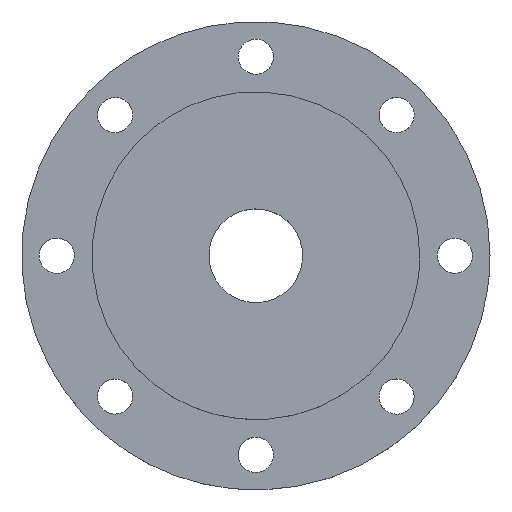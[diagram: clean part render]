
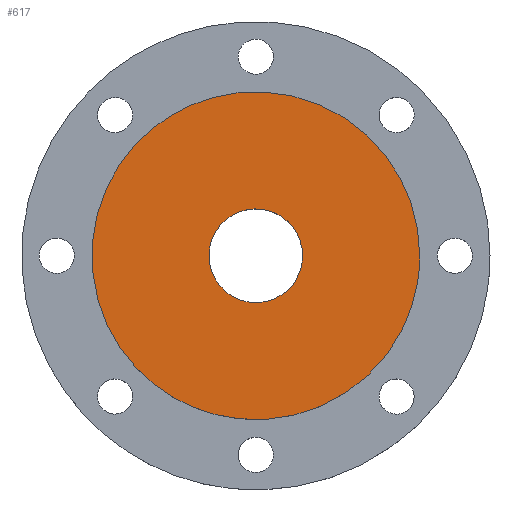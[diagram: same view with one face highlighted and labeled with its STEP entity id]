
A CAD part, top view. The second image highlights one B-rep face of the part: STEP entity #617.
In plain terms, the highlighted free-form (B-spline) face has degree [1, 1] with [2, 2] control points.
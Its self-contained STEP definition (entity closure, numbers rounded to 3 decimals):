
#495 = EDGE_CURVE('',#496,#496,#498,.T.);
#496 = VERTEX_POINT('',#497);
#497 = CARTESIAN_POINT('',(16.175,0.,18.602));
#498 = ( BOUNDED_CURVE() B_SPLINE_CURVE(2,(#499,#500,#501,#502,#503,#504
,#505),.UNSPECIFIED.,.T.,.F.) B_SPLINE_CURVE_WITH_KNOTS((1,2,2,2,2,1),(
    -2.094,0.,2.094,4.189,6.283,
8.378),.UNSPECIFIED.) CURVE() GEOMETRIC_REPRESENTATION_ITEM() 
RATIONAL_B_SPLINE_CURVE((1.,0.5,1.,0.5,1.,0.5,1.)) REPRESENTATION_ITEM(
  '') );
#499 = CARTESIAN_POINT('',(16.175,0.,18.602));
#500 = CARTESIAN_POINT('',(16.175,28.017,
    18.602));
#501 = CARTESIAN_POINT('',(-8.088,14.008,
    18.602));
#502 = CARTESIAN_POINT('',(-32.351,0.,
    18.602));
#503 = CARTESIAN_POINT('',(-8.088,-14.008,
    18.602));
#504 = CARTESIAN_POINT('',(16.175,-28.017,
    18.602));
#505 = CARTESIAN_POINT('',(16.175,0.,18.602));
#586 = VERTEX_POINT('',#587);
#587 = CARTESIAN_POINT('',(56.614,0.,18.602));
#592 = EDGE_CURVE('',#586,#586,#593,.T.);
#593 = ( BOUNDED_CURVE() B_SPLINE_CURVE(2,(#594,#595,#596,#597,#598,#599
,#600),.UNSPECIFIED.,.T.,.F.) B_SPLINE_CURVE_WITH_KNOTS((1,2,2,2,2,1),(
    -2.094,0.,2.094,4.189,6.283,
8.378),.UNSPECIFIED.) CURVE() GEOMETRIC_REPRESENTATION_ITEM() 
RATIONAL_B_SPLINE_CURVE((1.,0.5,1.,0.5,1.,0.5,1.)) REPRESENTATION_ITEM(
  '') );
#594 = CARTESIAN_POINT('',(56.614,0.,18.602));
#595 = CARTESIAN_POINT('',(56.614,98.059,
    18.602));
#596 = CARTESIAN_POINT('',(-28.307,49.029,
    18.602));
#597 = CARTESIAN_POINT('',(-113.228,0.,
    18.602));
#598 = CARTESIAN_POINT('',(-28.307,-49.029,
    18.602));
#599 = CARTESIAN_POINT('',(56.614,-98.059,
    18.602));
#600 = CARTESIAN_POINT('',(56.614,0.,18.602));
#617 = ADVANCED_FACE('',(#618,#621),#624,.T.);
#618 = FACE_BOUND('',#619,.T.);
#619 = EDGE_LOOP('',(#620));
#620 = ORIENTED_EDGE('',*,*,#592,.T.);
#621 = FACE_BOUND('',#622,.T.);
#622 = EDGE_LOOP('',(#623));
#623 = ORIENTED_EDGE('',*,*,#495,.F.);
#624 = B_SPLINE_SURFACE_WITH_KNOTS('',1,1,(
    (#625,#626)
    ,(#627,#628
    )),.UNSPECIFIED.,.F.,.F.,.F.,(2,2),(2,2),(-70.,70.),(-70.,70.),
  .PIECEWISE_BEZIER_KNOTS.);
#625 = CARTESIAN_POINT('',(-56.614,-56.614,
    18.602));
#626 = CARTESIAN_POINT('',(-56.614,56.614,
    18.602));
#627 = CARTESIAN_POINT('',(56.614,-56.614,
    18.602));
#628 = CARTESIAN_POINT('',(56.614,56.614,
    18.602));
